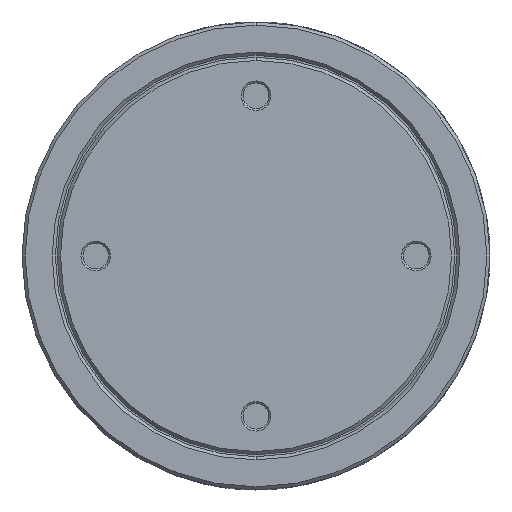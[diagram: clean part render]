
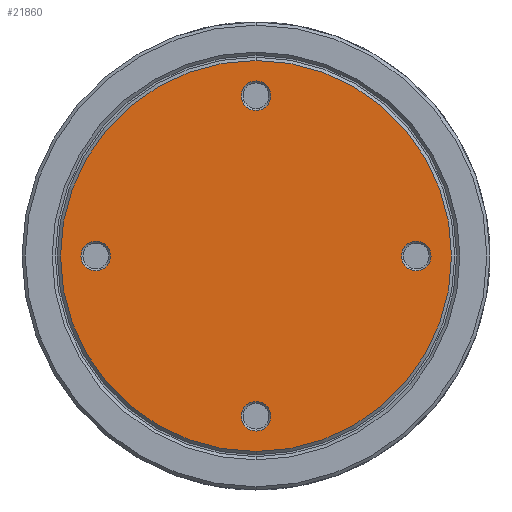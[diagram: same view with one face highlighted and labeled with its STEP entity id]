
A CAD part, front view. The second image highlights one B-rep face of the part: STEP entity #21860.
In plain terms, the highlighted planar face has unit normal (0, -1, 0).
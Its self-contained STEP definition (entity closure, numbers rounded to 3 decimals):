
#248 = CARTESIAN_POINT ( 'NONE',  ( -25., -0.5, 2.3 ) ) ;
#367 = ORIENTED_EDGE ( 'NONE', *, *, #19316, .T. ) ;
#565 = FACE_BOUND ( 'NONE', #4315, .T. ) ;
#1025 = EDGE_CURVE ( 'NONE', #13561, #13902, #21605, .T. ) ;
#1542 = ORIENTED_EDGE ( 'NONE', *, *, #1025, .T. ) ;
#1811 = DIRECTION ( 'NONE',  ( 0., 1., 0. ) ) ;
#2268 = EDGE_CURVE ( 'NONE', #13125, #3469, #9181, .T. ) ;
#2435 = EDGE_LOOP ( 'NONE', ( #367, #29779 ) ) ;
#2778 = AXIS2_PLACEMENT_3D ( 'NONE', #3610, #20023, #5949 ) ;
#2919 = CIRCLE ( 'NONE', #19436, 2.3 ) ;
#2944 = CARTESIAN_POINT ( 'NONE',  ( 0., -0.5, 22.7 ) ) ;
#3300 = CARTESIAN_POINT ( 'NONE',  ( 0., -0.5, 0. ) ) ;
#3324 = AXIS2_PLACEMENT_3D ( 'NONE', #5834, #22275, #8173 ) ;
#3469 = VERTEX_POINT ( 'NONE', #30106 ) ;
#3610 = CARTESIAN_POINT ( 'NONE',  ( 0., -0.5, 25. ) ) ;
#3685 = CARTESIAN_POINT ( 'NONE',  ( 0., -0.5, -25. ) ) ;
#4315 = EDGE_LOOP ( 'NONE', ( #22671, #29003 ) ) ;
#4430 = EDGE_CURVE ( 'NONE', #13902, #13561, #2919, .T. ) ;
#4565 = ORIENTED_EDGE ( 'NONE', *, *, #4771, .T. ) ;
#4771 = EDGE_CURVE ( 'NONE', #25118, #18719, #11702, .T. ) ;
#5435 = CARTESIAN_POINT ( 'NONE',  ( 0., -0.5, -22.7 ) ) ;
#5483 = VERTEX_POINT ( 'NONE', #22219 ) ;
#5501 = CARTESIAN_POINT ( 'NONE',  ( 0., -0.5, 0. ) ) ;
#5834 = CARTESIAN_POINT ( 'NONE',  ( 0., -0.5, 25. ) ) ;
#5864 = AXIS2_PLACEMENT_3D ( 'NONE', #3300, #29586, #15494 ) ;
#5949 = DIRECTION ( 'NONE',  ( 0., 0., 1. ) ) ;
#6031 = DIRECTION ( 'NONE',  ( 0., 0., 1. ) ) ;
#6115 = CIRCLE ( 'NONE', #3324, 2.3 ) ;
#6408 = DIRECTION ( 'NONE',  ( 0., 0., 1. ) ) ;
#6567 = CARTESIAN_POINT ( 'NONE',  ( 0., -0.5, 27.3 ) ) ;
#6769 = FACE_BOUND ( 'NONE', #28490, .T. ) ;
#7234 = ORIENTED_EDGE ( 'NONE', *, *, #2268, .T. ) ;
#7256 = EDGE_LOOP ( 'NONE', ( #4565, #17407 ) ) ;
#7399 = CARTESIAN_POINT ( 'NONE',  ( 0., -0.5, -25. ) ) ;
#7463 = CIRCLE ( 'NONE', #2778, 2.3 ) ;
#7614 = AXIS2_PLACEMENT_3D ( 'NONE', #13194, #29661, #15564 ) ;
#7844 = DIRECTION ( 'NONE',  ( 0., 0., 1. ) ) ;
#8173 = DIRECTION ( 'NONE',  ( 0., 0., 1. ) ) ;
#8973 = FACE_OUTER_BOUND ( 'NONE', #7256, .T. ) ;
#9181 = CIRCLE ( 'NONE', #7614, 2.3 ) ;
#9273 = CARTESIAN_POINT ( 'NONE',  ( -25., -0.5, -2.3 ) ) ;
#9298 = CARTESIAN_POINT ( 'NONE',  ( -25., -0.5, 0. ) ) ;
#9610 = AXIS2_PLACEMENT_3D ( 'NONE', #3685, #20106, #6031 ) ;
#10010 = EDGE_CURVE ( 'NONE', #18719, #25118, #28864, .T. ) ;
#10640 = DIRECTION ( 'NONE',  ( 0., -1., 0. ) ) ;
#11676 = DIRECTION ( 'NONE',  ( 0., 0., 1. ) ) ;
#11702 = CIRCLE ( 'NONE', #15715, 30.5 ) ;
#11999 = CARTESIAN_POINT ( 'NONE',  ( 25., -0.5, 0. ) ) ;
#12297 = VERTEX_POINT ( 'NONE', #6567 ) ;
#12648 = EDGE_LOOP ( 'NONE', ( #29498, #7234 ) ) ;
#12661 = EDGE_CURVE ( 'NONE', #18891, #12297, #6115, .T. ) ;
#12749 = EDGE_CURVE ( 'NONE', #22181, #5483, #28893, .T. ) ;
#13004 = FACE_BOUND ( 'NONE', #2435, .T. ) ;
#13125 = VERTEX_POINT ( 'NONE', #24495 ) ;
#13194 = CARTESIAN_POINT ( 'NONE',  ( 25., -0.5, 0. ) ) ;
#13561 = VERTEX_POINT ( 'NONE', #248 ) ;
#13902 = VERTEX_POINT ( 'NONE', #9273 ) ;
#14128 = ORIENTED_EDGE ( 'NONE', *, *, #4430, .T. ) ;
#14353 = DIRECTION ( 'NONE',  ( 0., 0., 1. ) ) ;
#15494 = DIRECTION ( 'NONE',  ( 0., 0., 1. ) ) ;
#15564 = DIRECTION ( 'NONE',  ( 0., 0., 1. ) ) ;
#15715 = AXIS2_PLACEMENT_3D ( 'NONE', #5501, #21947, #7844 ) ;
#15750 = AXIS2_PLACEMENT_3D ( 'NONE', #11999, #28440, #14353 ) ;
#15835 = CARTESIAN_POINT ( 'NONE',  ( -25., -0.5, 0. ) ) ;
#16259 = AXIS2_PLACEMENT_3D ( 'NONE', #24715, #10640, #27073 ) ;
#17407 = ORIENTED_EDGE ( 'NONE', *, *, #10010, .T. ) ;
#18108 = EDGE_CURVE ( 'NONE', #12297, #18891, #7463, .T. ) ;
#18204 = DIRECTION ( 'NONE',  ( 0., 0., 1. ) ) ;
#18719 = VERTEX_POINT ( 'NONE', #30463 ) ;
#18891 = VERTEX_POINT ( 'NONE', #2944 ) ;
#19316 = EDGE_CURVE ( 'NONE', #5483, #22181, #23985, .T. ) ;
#19436 = AXIS2_PLACEMENT_3D ( 'NONE', #9298, #25741, #11676 ) ;
#20023 = DIRECTION ( 'NONE',  ( 0., 1., 0. ) ) ;
#20106 = DIRECTION ( 'NONE',  ( 0., 1., 0. ) ) ;
#21605 = CIRCLE ( 'NONE', #23560, 2.3 ) ;
#21860 = ADVANCED_FACE ( 'NONE', ( #24780, #13004, #6769, #565, #8973 ), #27207, .F. ) ;
#21947 = DIRECTION ( 'NONE',  ( 0., -1., 0. ) ) ;
#22181 = VERTEX_POINT ( 'NONE', #5435 ) ;
#22219 = CARTESIAN_POINT ( 'NONE',  ( 0., -0.5, -27.3 ) ) ;
#22275 = DIRECTION ( 'NONE',  ( 0., 1., 0. ) ) ;
#22671 = ORIENTED_EDGE ( 'NONE', *, *, #12661, .T. ) ;
#23316 = CIRCLE ( 'NONE', #15750, 2.3 ) ;
#23560 = AXIS2_PLACEMENT_3D ( 'NONE', #15835, #1811, #18204 ) ;
#23856 = DIRECTION ( 'NONE',  ( 0., 1., 0. ) ) ;
#23985 = CIRCLE ( 'NONE', #29433, 2.3 ) ;
#24495 = CARTESIAN_POINT ( 'NONE',  ( 25., -0.5, 2.3 ) ) ;
#24715 = CARTESIAN_POINT ( 'NONE',  ( 0., -0.5, 0. ) ) ;
#24780 = FACE_BOUND ( 'NONE', #12648, .T. ) ;
#25118 = VERTEX_POINT ( 'NONE', #25700 ) ;
#25700 = CARTESIAN_POINT ( 'NONE',  ( 0., -0.5, 30.5 ) ) ;
#25741 = DIRECTION ( 'NONE',  ( 0., 1., 0. ) ) ;
#27073 = DIRECTION ( 'NONE',  ( 0., 0., 1. ) ) ;
#27207 = PLANE ( 'NONE',  #5864 ) ;
#27568 = EDGE_CURVE ( 'NONE', #3469, #13125, #23316, .T. ) ;
#28440 = DIRECTION ( 'NONE',  ( 0., 1., 0. ) ) ;
#28490 = EDGE_LOOP ( 'NONE', ( #14128, #1542 ) ) ;
#28864 = CIRCLE ( 'NONE', #16259, 30.5 ) ;
#28893 = CIRCLE ( 'NONE', #9610, 2.3 ) ;
#29003 = ORIENTED_EDGE ( 'NONE', *, *, #18108, .T. ) ;
#29433 = AXIS2_PLACEMENT_3D ( 'NONE', #7399, #23856, #6408 ) ;
#29498 = ORIENTED_EDGE ( 'NONE', *, *, #27568, .T. ) ;
#29586 = DIRECTION ( 'NONE',  ( 0., 1., 0. ) ) ;
#29661 = DIRECTION ( 'NONE',  ( 0., 1., 0. ) ) ;
#29779 = ORIENTED_EDGE ( 'NONE', *, *, #12749, .T. ) ;
#30106 = CARTESIAN_POINT ( 'NONE',  ( 25., -0.5, -2.3 ) ) ;
#30463 = CARTESIAN_POINT ( 'NONE',  ( 0., -0.5, -30.5 ) ) ;
